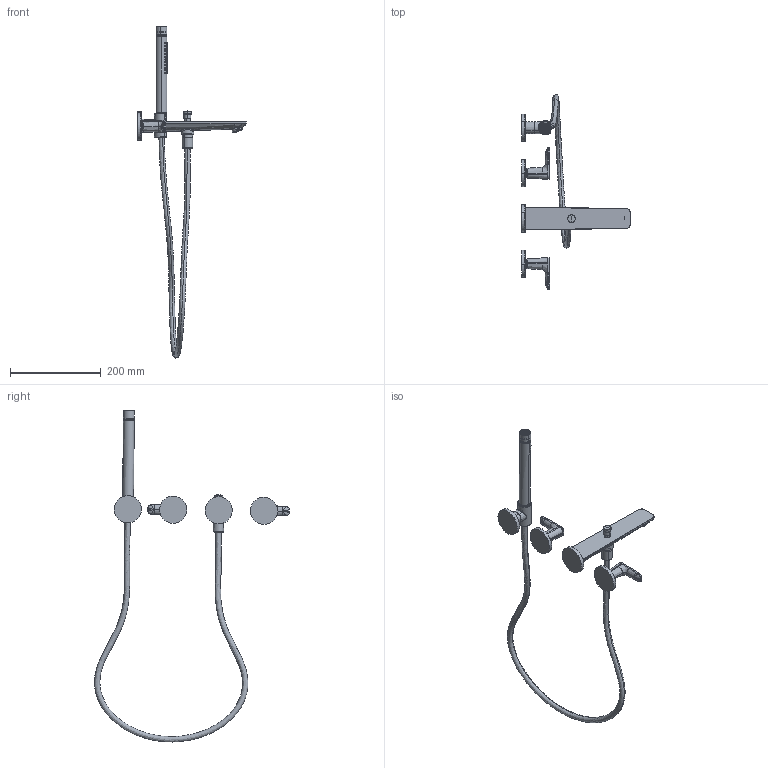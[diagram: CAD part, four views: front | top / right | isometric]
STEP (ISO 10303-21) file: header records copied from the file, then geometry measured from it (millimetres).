
FILE_DESCRIPTION(('CATIA V6 STEP','CAx-IF Rec.Pracs.--- Model Styling and Organization---1.5--- 2016-08-15','CAx-IF Rec.Pracs.---Supplemental Geometry---1.0---2011-11-01','CAx-IF Rec.Pracs.--- Composite Materials ---3.4---2017-06-13','CAx-IF Rec.Pracs.---Tessellated 3D Geometry---1.0---2015-12-17'),'2;1');
FILE_NAME('prd-HG-00484565.stp','2023-08-18T08:13:59+00:00',('none'),('none'),'3DEXPERIENCE Platform3DEXPERIENCE R2021x HotFix 8','3DEXPERIENCE Platform STEP AP242 v2','none');
FILE_SCHEMA(('AP242_MANAGED_MODEL_BASED_3D_ENGINEERING_MIM_LF {1 0 10303 442 1 1 4}'));
Products named in the file (28): P-2_AX_2411_3-Loch_F-Set_Wand_HB; P-2_HB_Wet_Stick; V5_P_2_Grundkoerper_komplett; V5_P_2_Grundkoerper_HB_WET_STICK; V5_P_2_Strahleinsatz_WET-STICK; V5_P_2_Griff_WET_STICK; V5_P_2_Umsteller_HB_WET_STICK; V5_P_2_Perlatorhuelse_M22x1; V5_SR_STD_SC_A-air_hellblau; P-2_Hebelgriff_3L-WM_AX_Arizia; P-2_Griffrosette_3L-WM_Ax_Arizia; V5_P_2_Farbring_D21_WW-_Kennzeichnung; P-2_GK_3L-Wannenmischer_Citterio_2411; P-2_Rosette_WE_Citterio_2411; LIM_SR_STD_SC_D-air_hellgrau_HG_M24x1-m; ISO_4027_M5x6_A2_KL-3x2_locking_coating; V5_P_2_Zugknopf_UV20; V5_Sichthuelse_UV20; V5_P_2_Gehaeuseunterteil_UV20; P-2_Rosette_Porter_Citterio_2411; V5_P_2_Konusaufnahme_Oxbow_Bearbeitung; V5_P_2_Schnappfutter_Oxbow; P-2_Huelse_HB-halter_WRA_Citterio2411; P-2_EB_Textilb.schlauch_1250mm_kon_zyl; P-2_EB_Halbfertig._Textill_1250mm; V5_P_2_Mutter_FS_zylindrisch_Textilschlauch; V5_P_2_Mutter_Wirbelseite_Isiflex; V5_P_2_Sichthuelse_Textilschlauch
Assembly tree (30 placements, depth 4):
  P-2_AX_2411_3-Loch_F-Set_Wand_HB
    P-2_HB_Wet_Stick
      V5_P_2_Grundkoerper_komplett
        V5_P_2_Grundkoerper_HB_WET_STICK
        V5_P_2_Strahleinsatz_WET-STICK
      V5_P_2_Griff_WET_STICK
      V5_P_2_Umsteller_HB_WET_STICK
      V5_P_2_Perlatorhuelse_M22x1
      V5_SR_STD_SC_A-air_hellblau
    P-2_Hebelgriff_3L-WM_AX_Arizia  x2
    P-2_Griffrosette_3L-WM_Ax_Arizia  x2
    V5_P_2_Farbring_D21_WW-_Kennzeichnung  x2
    P-2_GK_3L-Wannenmischer_Citterio_2411
    P-2_Rosette_WE_Citterio_2411
    LIM_SR_STD_SC_D-air_hellgrau_HG_M24x1-m
    ISO_4027_M5x6_A2_KL-3x2_locking_coating
    V5_P_2_Zugknopf_UV20
    V5_Sichthuelse_UV20
    V5_P_2_Gehaeuseunterteil_UV20
    P-2_Rosette_Porter_Citterio_2411
    V5_P_2_Konusaufnahme_Oxbow_Bearbeitung
    V5_P_2_Schnappfutter_Oxbow
    P-2_Huelse_HB-halter_WRA_Citterio2411
    P-2_EB_Textilb.schlauch_1250mm_kon_zyl
      P-2_EB_Halbfertig._Textill_1250mm
      V5_P_2_Mutter_FS_zylindrisch_Textilschlauch
      V5_P_2_Mutter_Wirbelseite_Isiflex
      V5_P_2_Sichthuelse_Textilschlauch
Bounding box: 240 x 429.52 x 731.43 mm (x, y, z)
Volume: 616738.2 mm3; surface area: 183123.3 mm2
Topology: 107 solids, 108 shells, 3748 faces, 9235 edges, 5718 vertices
Faces by surface type: cylinder 1416, plane 1152, torus 405, cone 362, bspline 353, sphere 56, revolution 4
Entity records: 130358 total; most frequent: CARTESIAN_POINT 58222, ORIENTED_EDGE 17928, EDGE_CURVE 8964, DIRECTION 8904, VERTEX_POINT 5601, AXIS2_PLACEMENT_3D 4246, EDGE_LOOP 3941, ADVANCED_FACE 3663
